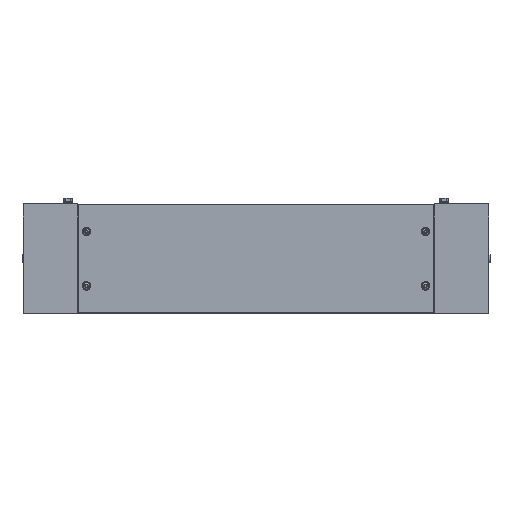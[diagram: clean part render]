
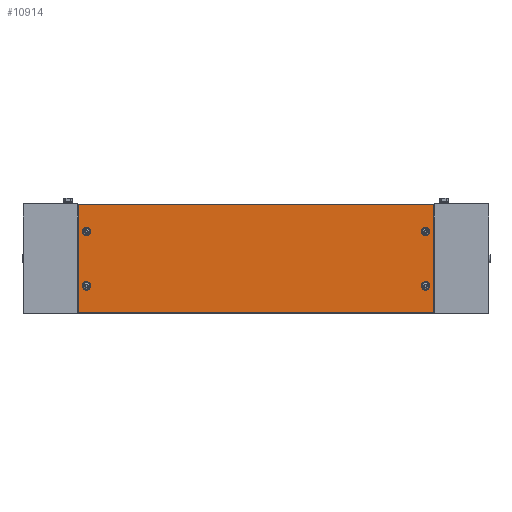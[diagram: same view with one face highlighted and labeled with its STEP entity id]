
A CAD part, top view. The second image highlights one B-rep face of the part: STEP entity #10914.
In plain terms, the highlighted face is planar.
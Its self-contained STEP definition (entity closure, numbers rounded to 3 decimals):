
#19 = LINE ( 'NONE', #5233, #8386 ) ;
#145 = VERTEX_POINT ( 'NONE', #17672 ) ;
#345 = DIRECTION ( 'NONE',  ( 0., -1., 0. ) ) ;
#347 = EDGE_CURVE ( 'NONE', #145, #3889, #13802, .T. ) ;
#388 = CARTESIAN_POINT ( 'NONE',  ( 123.191, -149.5, 0. ) ) ;
#435 = CARTESIAN_POINT ( 'NONE',  ( 101., -1., 0. ) ) ;
#937 = CIRCLE ( 'NONE', #3842, 7.691 ) ;
#973 = CARTESIAN_POINT ( 'NONE',  ( 742.191, -50.5, 0. ) ) ;
#1415 = LINE ( 'NONE', #5334, #7322 ) ;
#1451 = AXIS2_PLACEMENT_3D ( 'NONE', #4644, #11859, #1998 ) ;
#1533 = LINE ( 'NONE', #435, #7529 ) ;
#1608 = ORIENTED_EDGE ( 'NONE', *, *, #347, .T. ) ;
#1903 = EDGE_CURVE ( 'NONE', #3889, #145, #937, .T. ) ;
#1998 = DIRECTION ( 'NONE',  ( 1., 0., 0. ) ) ;
#2026 = CARTESIAN_POINT ( 'NONE',  ( 115.5, -50.5, 0. ) ) ;
#2088 = VERTEX_POINT ( 'NONE', #13384 ) ;
#2428 = CARTESIAN_POINT ( 'NONE',  ( 734.5, -149.5, 0. ) ) ;
#2906 = ORIENTED_EDGE ( 'NONE', *, *, #15065, .F. ) ;
#3120 = CIRCLE ( 'NONE', #9832, 7.691 ) ;
#3134 = CARTESIAN_POINT ( 'NONE',  ( 734.5, -50.5, 0. ) ) ;
#3262 = VERTEX_POINT ( 'NONE', #973 ) ;
#3341 = EDGE_CURVE ( 'NONE', #5997, #16949, #1415, .T. ) ;
#3416 = DIRECTION ( 'NONE',  ( 0., 0., 1. ) ) ;
#3424 = CARTESIAN_POINT ( 'NONE',  ( 115.5, -50.5, 0. ) ) ;
#3686 = EDGE_CURVE ( 'NONE', #6363, #13205, #19, .T. ) ;
#3722 = ORIENTED_EDGE ( 'NONE', *, *, #3686, .F. ) ;
#3842 = AXIS2_PLACEMENT_3D ( 'NONE', #17231, #3416, #11836 ) ;
#3889 = VERTEX_POINT ( 'NONE', #388 ) ;
#4044 = CARTESIAN_POINT ( 'NONE',  ( 726.809, -50.5, 0. ) ) ;
#4170 = LINE ( 'NONE', #9754, #11858 ) ;
#4301 = CIRCLE ( 'NONE', #11318, 7.691 ) ;
#4302 = ORIENTED_EDGE ( 'NONE', *, *, #1903, .T. ) ;
#4564 = CARTESIAN_POINT ( 'NONE',  ( 101., -1., 0. ) ) ;
#4644 = CARTESIAN_POINT ( 'NONE',  ( 0., 0., 0. ) ) ;
#4682 = EDGE_CURVE ( 'NONE', #7006, #3262, #15200, .T. ) ;
#4903 = FACE_BOUND ( 'NONE', #13813, .T. ) ;
#5037 = DIRECTION ( 'NONE',  ( 0., 0., 1. ) ) ;
#5058 = ORIENTED_EDGE ( 'NONE', *, *, #4682, .T. ) ;
#5233 = CARTESIAN_POINT ( 'NONE',  ( 101., -199., 0. ) ) ;
#5334 = CARTESIAN_POINT ( 'NONE',  ( 101., -1., 0. ) ) ;
#5997 = VERTEX_POINT ( 'NONE', #11076 ) ;
#6079 = AXIS2_PLACEMENT_3D ( 'NONE', #2428, #10466, #16036 ) ;
#6363 = VERTEX_POINT ( 'NONE', #16458 ) ;
#6695 = CIRCLE ( 'NONE', #16862, 7.691 ) ;
#6871 = DIRECTION ( 'NONE',  ( 1., 0., 0. ) ) ;
#7006 = VERTEX_POINT ( 'NONE', #4044 ) ;
#7033 = AXIS2_PLACEMENT_3D ( 'NONE', #11279, #15491, #8634 ) ;
#7322 = VECTOR ( 'NONE', #12198, 1000. ) ;
#7428 = DIRECTION ( 'NONE',  ( 1., 0., 0. ) ) ;
#7529 = VECTOR ( 'NONE', #345, 1000. ) ;
#7661 = FACE_BOUND ( 'NONE', #11328, .T. ) ;
#7794 = CARTESIAN_POINT ( 'NONE',  ( 115.5, -149.5, 0. ) ) ;
#7870 = DIRECTION ( 'NONE',  ( 0., 0., 1. ) ) ;
#8386 = VECTOR ( 'NONE', #6871, 1000. ) ;
#8504 = DIRECTION ( 'NONE',  ( 1., 0., 0. ) ) ;
#8634 = DIRECTION ( 'NONE',  ( 1., 0., 0. ) ) ;
#8849 = FACE_BOUND ( 'NONE', #16250, .T. ) ;
#8977 = DIRECTION ( 'NONE',  ( 1., 0., 0. ) ) ;
#9051 = VERTEX_POINT ( 'NONE', #17424 ) ;
#9669 = ORIENTED_EDGE ( 'NONE', *, *, #13039, .T. ) ;
#9754 = CARTESIAN_POINT ( 'NONE',  ( 749., -1., 0. ) ) ;
#9832 = AXIS2_PLACEMENT_3D ( 'NONE', #2026, #7870, #13436 ) ;
#10190 = ORIENTED_EDGE ( 'NONE', *, *, #12147, .T. ) ;
#10297 = AXIS2_PLACEMENT_3D ( 'NONE', #7794, #5037, #8977 ) ;
#10466 = DIRECTION ( 'NONE',  ( 0., 0., 1. ) ) ;
#10495 = EDGE_CURVE ( 'NONE', #9051, #15609, #13965, .T. ) ;
#10914 = ADVANCED_FACE ( 'NONE', ( #4903, #14603, #7661, #8849, #13144 ), #17250, .F. ) ;
#11055 = CARTESIAN_POINT ( 'NONE',  ( 734.5, -149.5, 0. ) ) ;
#11076 = CARTESIAN_POINT ( 'NONE',  ( 749., -1., 0. ) ) ;
#11121 = VERTEX_POINT ( 'NONE', #11390 ) ;
#11279 = CARTESIAN_POINT ( 'NONE',  ( 734.5, -50.5, 0. ) ) ;
#11318 = AXIS2_PLACEMENT_3D ( 'NONE', #3424, #14679, #17147 ) ;
#11328 = EDGE_LOOP ( 'NONE', ( #5058, #9669 ) ) ;
#11355 = ORIENTED_EDGE ( 'NONE', *, *, #10495, .T. ) ;
#11390 = CARTESIAN_POINT ( 'NONE',  ( 123.191, -50.5, 0. ) ) ;
#11728 = DIRECTION ( 'NONE',  ( 0., 0., 1. ) ) ;
#11836 = DIRECTION ( 'NONE',  ( 1., 0., 0. ) ) ;
#11858 = VECTOR ( 'NONE', #15326, 1000. ) ;
#11859 = DIRECTION ( 'NONE',  ( 0., 0., 1. ) ) ;
#12147 = EDGE_CURVE ( 'NONE', #11121, #2088, #4301, .T. ) ;
#12198 = DIRECTION ( 'NONE',  ( -1., 0., 0. ) ) ;
#12594 = DIRECTION ( 'NONE',  ( 0., 0., 1. ) ) ;
#12764 = ORIENTED_EDGE ( 'NONE', *, *, #15843, .T. ) ;
#13039 = EDGE_CURVE ( 'NONE', #3262, #7006, #6695, .T. ) ;
#13041 = ORIENTED_EDGE ( 'NONE', *, *, #3341, .F. ) ;
#13144 = FACE_OUTER_BOUND ( 'NONE', #14929, .T. ) ;
#13205 = VERTEX_POINT ( 'NONE', #16202 ) ;
#13297 = CIRCLE ( 'NONE', #15053, 7.691 ) ;
#13384 = CARTESIAN_POINT ( 'NONE',  ( 107.809, -50.5, 0. ) ) ;
#13436 = DIRECTION ( 'NONE',  ( 1., 0., 0. ) ) ;
#13802 = CIRCLE ( 'NONE', #10297, 7.691 ) ;
#13813 = EDGE_LOOP ( 'NONE', ( #11355, #12764 ) ) ;
#13965 = CIRCLE ( 'NONE', #6079, 7.691 ) ;
#14302 = ORIENTED_EDGE ( 'NONE', *, *, #17630, .F. ) ;
#14603 = FACE_BOUND ( 'NONE', #16998, .T. ) ;
#14679 = DIRECTION ( 'NONE',  ( 0., 0., 1. ) ) ;
#14929 = EDGE_LOOP ( 'NONE', ( #14302, #13041, #2906, #3722 ) ) ;
#15053 = AXIS2_PLACEMENT_3D ( 'NONE', #11055, #12594, #8504 ) ;
#15065 = EDGE_CURVE ( 'NONE', #13205, #5997, #4170, .T. ) ;
#15200 = CIRCLE ( 'NONE', #7033, 7.691 ) ;
#15326 = DIRECTION ( 'NONE',  ( 0., 1., 0. ) ) ;
#15491 = DIRECTION ( 'NONE',  ( 0., 0., 1. ) ) ;
#15609 = VERTEX_POINT ( 'NONE', #17642 ) ;
#15843 = EDGE_CURVE ( 'NONE', #15609, #9051, #13297, .T. ) ;
#16026 = ORIENTED_EDGE ( 'NONE', *, *, #17103, .T. ) ;
#16036 = DIRECTION ( 'NONE',  ( 1., 0., 0. ) ) ;
#16202 = CARTESIAN_POINT ( 'NONE',  ( 749., -199., 0. ) ) ;
#16250 = EDGE_LOOP ( 'NONE', ( #16026, #10190 ) ) ;
#16458 = CARTESIAN_POINT ( 'NONE',  ( 101., -199., 0. ) ) ;
#16862 = AXIS2_PLACEMENT_3D ( 'NONE', #3134, #11728, #7428 ) ;
#16949 = VERTEX_POINT ( 'NONE', #4564 ) ;
#16998 = EDGE_LOOP ( 'NONE', ( #1608, #4302 ) ) ;
#17103 = EDGE_CURVE ( 'NONE', #2088, #11121, #3120, .T. ) ;
#17147 = DIRECTION ( 'NONE',  ( 1., 0., 0. ) ) ;
#17231 = CARTESIAN_POINT ( 'NONE',  ( 115.5, -149.5, 0. ) ) ;
#17250 = PLANE ( 'NONE',  #1451 ) ;
#17424 = CARTESIAN_POINT ( 'NONE',  ( 726.809, -149.5, 0. ) ) ;
#17630 = EDGE_CURVE ( 'NONE', #16949, #6363, #1533, .T. ) ;
#17642 = CARTESIAN_POINT ( 'NONE',  ( 742.191, -149.5, 0. ) ) ;
#17672 = CARTESIAN_POINT ( 'NONE',  ( 107.809, -149.5, 0. ) ) ;
